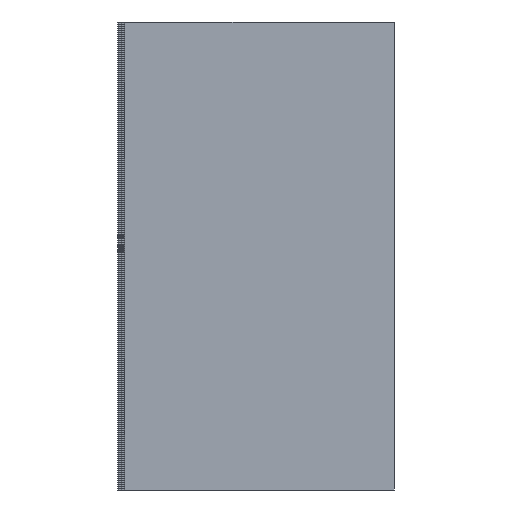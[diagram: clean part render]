
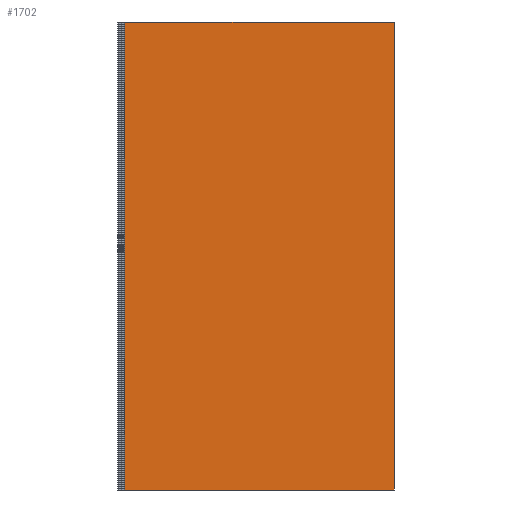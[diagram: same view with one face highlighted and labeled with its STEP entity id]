
A CAD part, left-side view. The second image highlights one B-rep face of the part: STEP entity #1702.
In plain terms, the highlighted planar face has unit normal (-1, 0, 0).
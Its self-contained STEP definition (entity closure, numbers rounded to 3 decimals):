
#172=FACE_OUTER_BOUND('',#270,.T.);
#270=EDGE_LOOP('',(#1547,#1548,#1549,#1550));
#284=LINE('',#2330,#484);
#307=LINE('',#2383,#507);
#344=LINE('',#2484,#544);
#470=LINE('',#2780,#670);
#484=VECTOR('',#1866,10.);
#507=VECTOR('',#1909,10.);
#544=VECTOR('',#1980,10.);
#670=VECTOR('',#2290,10.);
#683=VERTEX_POINT('',#2326);
#685=VERTEX_POINT('',#2329);
#705=VERTEX_POINT('',#2382);
#752=VERTEX_POINT('',#2482);
#844=EDGE_CURVE('',#685,#683,#284,.T.);
#871=EDGE_CURVE('',#705,#685,#307,.T.);
#924=EDGE_CURVE('',#683,#752,#344,.T.);
#1070=EDGE_CURVE('',#752,#705,#470,.T.);
#1547=ORIENTED_EDGE('',*,*,#844,.T.);
#1548=ORIENTED_EDGE('',*,*,#924,.T.);
#1549=ORIENTED_EDGE('',*,*,#1070,.T.);
#1550=ORIENTED_EDGE('',*,*,#871,.T.);
#1616=PLANE('',#1842);
#1702=ADVANCED_FACE('',(#172),#1616,.T.);
#1842=AXIS2_PLACEMENT_3D('',#2783,#2295,#2296);
#1866=DIRECTION('',(0.,0.,-1.));
#1909=DIRECTION('',(0.,1.,0.));
#1980=DIRECTION('',(0.,-1.,0.));
#2290=DIRECTION('',(0.,0.,1.));
#2295=DIRECTION('center_axis',(-1.,0.,0.));
#2296=DIRECTION('ref_axis',(0.,-1.,0.));
#2326=CARTESIAN_POINT('',(-35.,11.5,115.4));
#2329=CARTESIAN_POINT('',(-35.,11.5,135.4));
#2330=CARTESIAN_POINT('',(-35.,11.5,135.4));
#2382=CARTESIAN_POINT('',(-35.,0.,135.4));
#2383=CARTESIAN_POINT('',(-35.,3.25,135.4));
#2482=CARTESIAN_POINT('',(-35.,0.,115.4));
#2484=CARTESIAN_POINT('',(-35.,3.25,115.4));
#2780=CARTESIAN_POINT('',(-35.,0.,135.4));
#2783=CARTESIAN_POINT('Origin',(-35.,18.,135.4));
